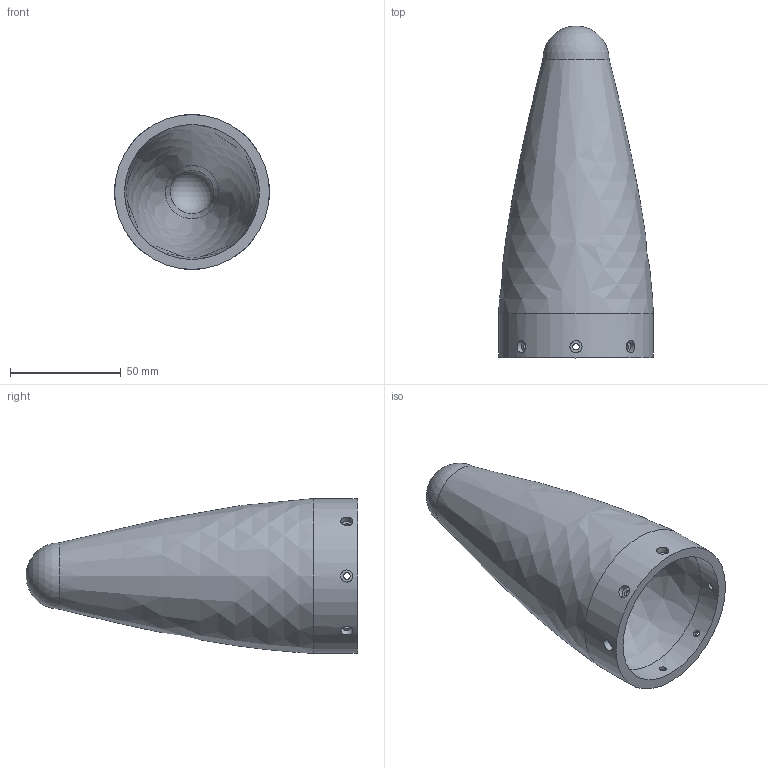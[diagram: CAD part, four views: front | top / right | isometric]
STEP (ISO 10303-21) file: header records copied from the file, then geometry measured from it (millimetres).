
FILE_DESCRIPTION(/* description */ (''),/* implementation_level */ '2;1');
FILE_NAME(/* name */ 'nose_cone v6.step',/* time_stamp */ '2025-06-21T17:34:54+02:00',/* author */ (''),/* organization */ (''),/* preprocessor_version */ 'ST-DEVELOPER v20.1',/* originating_system */ 'Autodesk Translation Framework v14.10.0.0',/* authorisation */ '');
FILE_SCHEMA (('AUTOMOTIVE_DESIGN { 1 0 10303 214 3 1 1 }'));
Length unit declared in the file: millimetre
Products named in the file (2): nose_cone; couplage_standard_femelle v8
Assembly tree (1 placements, depth 2):
  nose_cone
    couplage_standard_femelle v8
Bounding box: 70 x 150 x 70 mm (x, y, z)
Volume: 111675.6 mm3; surface area: 47313.3 mm2
Topology: 1 solids, 1 shells, 32 faces, 80 edges, 56 vertices
Faces by surface type: cylinder 18, plane 9, bspline 2, sphere 2, cone 1
Full cylindrical faces by diameter (mm): 3 x8, 5.5 x8, 61 x1, 70 x1
Entity records: 2013 total; most frequent: CARTESIAN_POINT 1199, ORIENTED_EDGE 158, DIRECTION 137, EDGE_CURVE 79, AXIS2_PLACEMENT_3D 58, VERTEX_POINT 56, EDGE_LOOP 55, FACE_OUTER_BOUND 32
